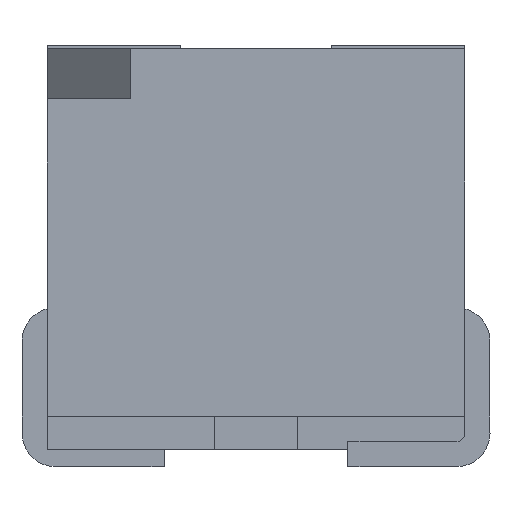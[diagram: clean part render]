
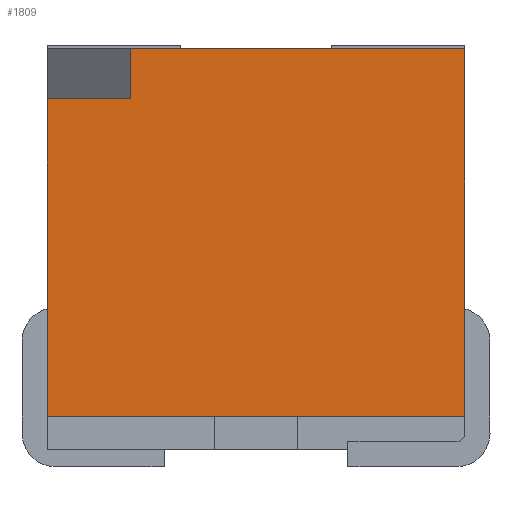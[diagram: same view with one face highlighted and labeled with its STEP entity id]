
A CAD part, left-side view. The second image highlights one B-rep face of the part: STEP entity #1809.
In plain terms, the highlighted planar face has unit normal (-1, 0, 0).
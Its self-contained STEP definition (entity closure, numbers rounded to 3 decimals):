
#90=FACE_OUTER_BOUND('',#182,.T.);
#182=EDGE_LOOP('',(#1314,#1315,#1316,#1317,#1318,#1319));
#281=LINE('',#2562,#497);
#356=LINE('',#2717,#572);
#360=LINE('',#2723,#576);
#376=LINE('',#2751,#592);
#387=LINE('',#2770,#603);
#395=LINE('',#2784,#611);
#497=VECTOR('',#2070,1000.);
#572=VECTOR('',#2187,1000.);
#576=VECTOR('',#2193,1000.);
#592=VECTOR('',#2215,1000.);
#603=VECTOR('',#2228,1000.);
#611=VECTOR('',#2242,1000.);
#717=VERTEX_POINT('',#2559);
#718=VERTEX_POINT('',#2561);
#776=VERTEX_POINT('',#2715);
#777=VERTEX_POINT('',#2716);
#787=VERTEX_POINT('',#2750);
#794=VERTEX_POINT('',#2768);
#881=EDGE_CURVE('',#718,#717,#281,.T.);
#956=EDGE_CURVE('',#776,#777,#356,.T.);
#960=EDGE_CURVE('',#717,#777,#360,.T.);
#976=EDGE_CURVE('',#718,#787,#376,.T.);
#987=EDGE_CURVE('',#776,#794,#387,.T.);
#995=EDGE_CURVE('',#794,#787,#395,.T.);
#1314=ORIENTED_EDGE('',*,*,#987,.T.);
#1315=ORIENTED_EDGE('',*,*,#995,.T.);
#1316=ORIENTED_EDGE('',*,*,#976,.F.);
#1317=ORIENTED_EDGE('',*,*,#881,.T.);
#1318=ORIENTED_EDGE('',*,*,#960,.T.);
#1319=ORIENTED_EDGE('',*,*,#956,.F.);
#1639=PLANE('',#1935);
#1809=ADVANCED_FACE('',(#90),#1639,.F.);
#1935=AXIS2_PLACEMENT_3D('',#2783,#2240,#2241);
#2070=DIRECTION('',(0.,0.,-1.));
#2187=DIRECTION('',(0.,0.,1.));
#2193=DIRECTION('',(0.,-1.,0.));
#2215=DIRECTION('',(0.,-1.,0.));
#2228=DIRECTION('',(0.,-1.,0.));
#2240=DIRECTION('center_axis',(1.,0.,0.));
#2241=DIRECTION('ref_axis',(0.,0.,-1.));
#2242=DIRECTION('',(0.,0.,1.));
#2559=CARTESIAN_POINT('',(-2.7,2.4,-0.75));
#2561=CARTESIAN_POINT('',(-2.7,2.4,1.25));
#2562=CARTESIAN_POINT('',(-2.7,2.4,1.25));
#2715=CARTESIAN_POINT('',(-2.7,2.1,-1.25));
#2716=CARTESIAN_POINT('',(-2.7,2.1,-0.75));
#2717=CARTESIAN_POINT('',(-2.7,2.1,-1.25));
#2723=CARTESIAN_POINT('',(-2.7,2.7,-0.75));
#2750=CARTESIAN_POINT('',(-2.7,0.2,1.25));
#2751=CARTESIAN_POINT('',(-2.7,2.4,1.25));
#2768=CARTESIAN_POINT('',(-2.7,0.2,-1.25));
#2770=CARTESIAN_POINT('',(-2.7,2.4,-1.25));
#2783=CARTESIAN_POINT('Origin',(-2.7,2.4,1.25));
#2784=CARTESIAN_POINT('',(-2.7,0.2,1.25));
